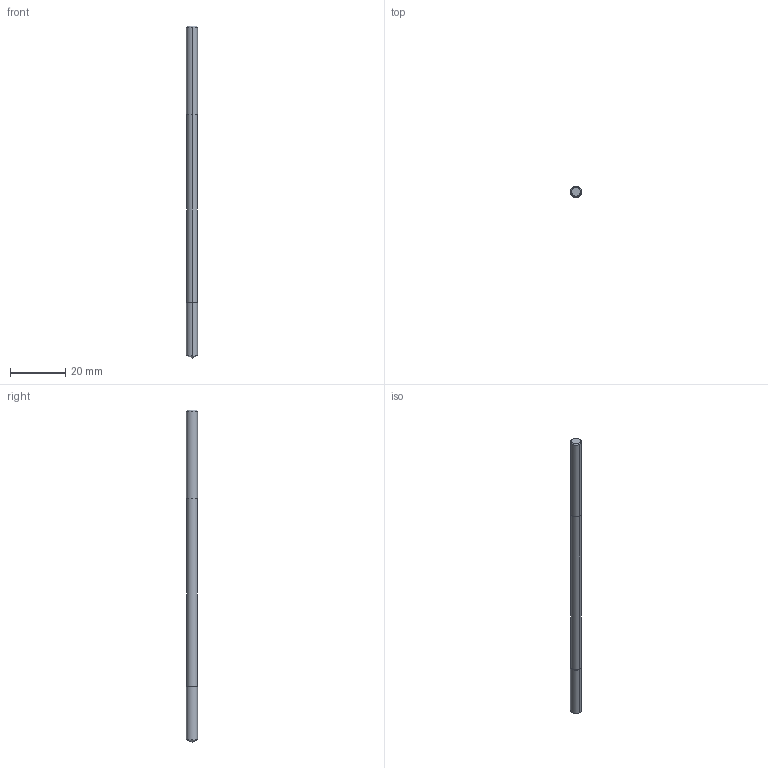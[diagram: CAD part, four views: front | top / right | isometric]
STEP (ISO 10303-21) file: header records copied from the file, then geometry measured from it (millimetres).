
FILE_DESCRIPTION(('STEP AP214'),'1');
FILE_NAME('Zeichnung1E43.stp','2022-01-17T10:47:10',(' '),(' '),'Spatial InterOp 3D',' ',' ');
FILE_SCHEMA(('AUTOMOTIVE_DESIGN { 1 0 10303 214 1 1 1 1 }'));
Length unit declared in the file: millimetre
Products named in the file (1): 1
Bounding box: 4 x 4 x 120 mm (x, y, z)
Volume: 1416.9 mm3; surface area: 1501.4 mm2
Topology: 2 solids, 2 shells, 17 faces, 45 edges, 31 vertices
Faces by surface type: cone 8, cylinder 6, plane 3
Entity records: 675 total; most frequent: DIRECTION 101, CARTESIAN_POINT 83, ORIENTED_EDGE 60, AXIS2_PLACEMENT_3D 39, EDGE_CURVE 30, LINE 27, VECTOR 27, STYLED_ITEM 20
